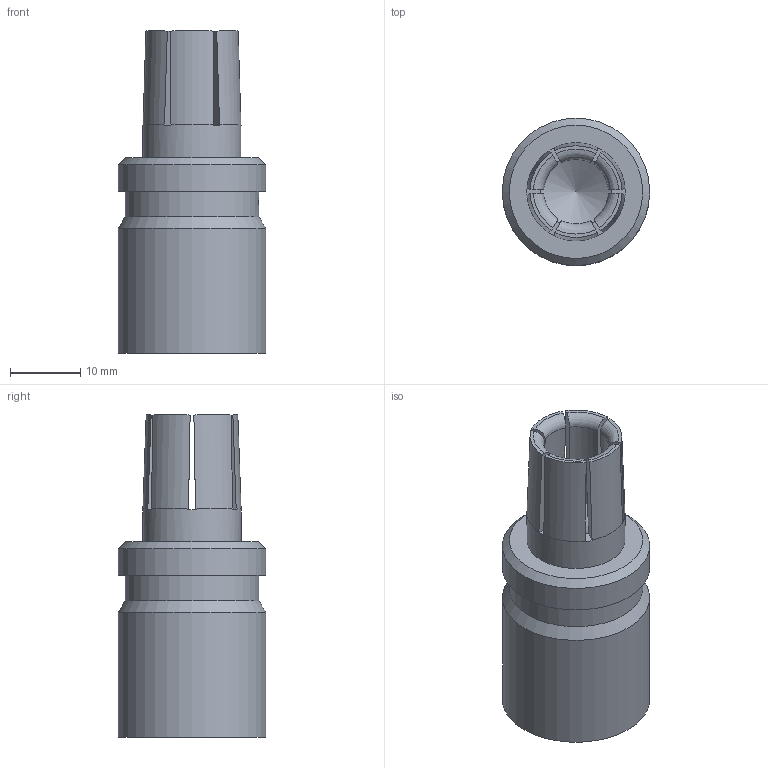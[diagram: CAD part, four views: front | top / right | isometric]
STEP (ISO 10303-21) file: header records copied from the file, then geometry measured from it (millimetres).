
FILE_DESCRIPTION(/* description */ ('CAx-IF Rec.Pracs.---Representation and Presentation of Product Manufacturing Information (PMI)---4.0---2014-10-13','CAx-IF Rec.Pracs.---3D Tessellated Geometry---0.4---2014-09-14','2;1'),/* implementation_level */ '2;1');
FILE_NAME(/* name */ 'CHSF300-120',/* time_stamp */ '2023-03-29T14:52:14+08:00',/* author */ (''),/* organization */ (''),/* preprocessor_version */ 'ST-DEVELOPER v18.1',/* originating_system */ 'SIEMENS PLM Software NX 1980',/* authorisation */ $);
FILE_SCHEMA (('AP242_MANAGED_MODEL_BASED_3D_ENGINEERING_MIM_LF { 1 0 10303 442 3 1 4 }'));
Length unit declared in the file: millimetre
Products named in the file (1): CHSF300-120
Bounding box: 20.95 x 20.95 x 45.79 mm (x, y, z)
Volume: 6012.9 mm3; surface area: 5031.7 mm2
Topology: 1 solids, 1 shells, 57 faces, 174 edges, 119 vertices
Faces by surface type: plane 27, cylinder 19, torus 6, cone 5
Full cylindrical faces by diameter (mm): 2 x1, 10 x1, 13.95 x1, 15.5 x1, 19 x1, 20.95 x2
Entity records: 2058 total; most frequent: CARTESIAN_POINT 414, DIRECTION 364, ORIENTED_EDGE 304, EDGE_CURVE 152, AXIS2_PLACEMENT_3D 152, VERTEX_POINT 112, FACE_BOUND 74, EDGE_LOOP 72
